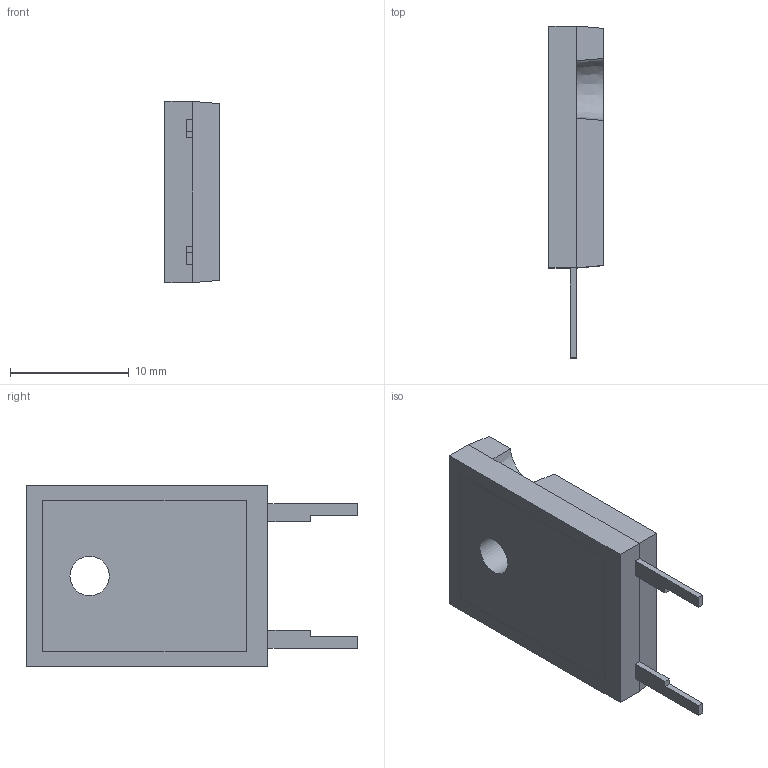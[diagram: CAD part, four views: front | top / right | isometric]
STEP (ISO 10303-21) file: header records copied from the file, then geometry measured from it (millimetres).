
FILE_DESCRIPTION(/* description */ (''),/* implementation_level */ '2;1');
FILE_NAME(/* name */ 'TO-247-2.step',/* time_stamp */ '2021-03-14T17:01:58-06:00',/* author */ (''),/* organization */ (''),/* preprocessor_version */ 'ST-DEVELOPER v18.1',/* originating_system */ 'Autodesk Translation Framework v9.7.0.1280',/* authorisation */ '');
FILE_SCHEMA (('AUTOMOTIVE_DESIGN { 1 0 10303 214 3 1 1 }'));
Length unit declared in the file: millimetre
Products named in the file (1): User Library-TO-247-2_PIN
Bounding box: 4.6 x 27.88 x 15.24 mm (x, y, z)
Volume: 1330 mm3; surface area: 1025.1 mm2
Topology: 1 solids, 1 shells, 37 faces, 89 edges, 55 vertices
Faces by surface type: plane 33, cone 3, cylinder 1
Full cylindrical faces by diameter (mm): 3.302 x1
Entity records: 1123 total; most frequent: CARTESIAN_POINT 190, ORIENTED_EDGE 178, DIRECTION 168, EDGE_CURVE 89, LINE 78, VECTOR 78, VERTEX_POINT 55, AXIS2_PLACEMENT_3D 45
